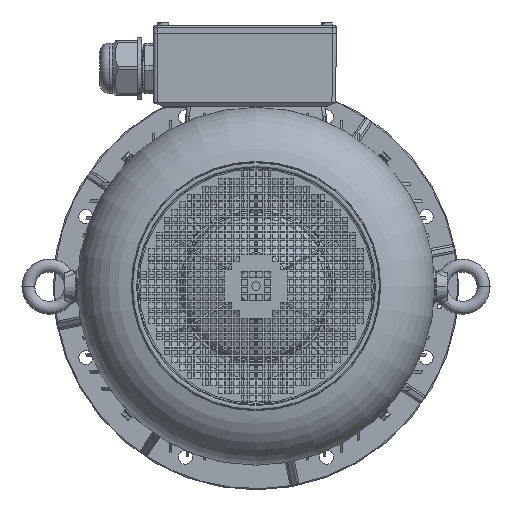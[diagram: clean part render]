
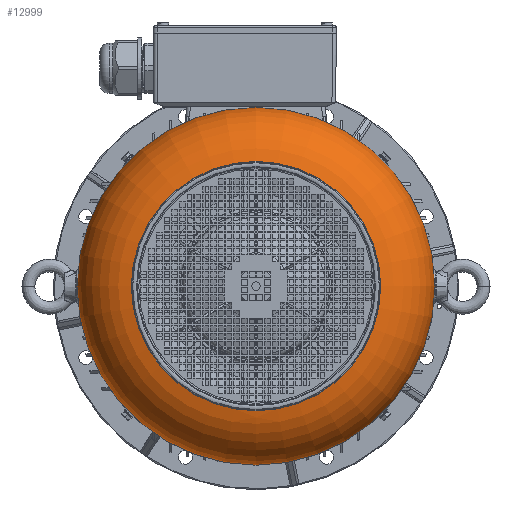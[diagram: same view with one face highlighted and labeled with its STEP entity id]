
A CAD part, top view. The second image highlights one B-rep face of the part: STEP entity #12999.
In plain terms, the highlighted toroidal (fillet/blend) face has major radius 155.5 mm and minor radius 87 mm.
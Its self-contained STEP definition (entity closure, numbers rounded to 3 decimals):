
#6305=TOROIDAL_SURFACE('',#111632,155.5,87.);
#8090=FACE_BOUND('',#26258,.T.);
#8091=FACE_BOUND('',#26259,.T.);
#12999=ADVANCED_FACE('',(#8090,#8091),#6305,.T.);
#26258=EDGE_LOOP('',(#60134));
#26259=EDGE_LOOP('',(#60135));
#60134=ORIENTED_EDGE('',*,*,#99119,.F.);
#60135=ORIENTED_EDGE('',*,*,#99102,.T.);
#88668=VERTEX_POINT('',#161351);
#88685=VERTEX_POINT('',#161458);
#99102=EDGE_CURVE('',#88668,#88668,#108373,.T.);
#99119=EDGE_CURVE('',#88685,#88685,#108382,.T.);
#108373=CIRCLE('',#111621,242.5);
#108382=CIRCLE('',#111631,169.104);
#111621=AXIS2_PLACEMENT_3D('',#161350,#126452,#126453);
#111631=AXIS2_PLACEMENT_3D('',#161457,#126472,#126473);
#111632=AXIS2_PLACEMENT_3D('',#161459,#126474,#126475);
#126452=DIRECTION('',(0.,0.,1.));
#126453=DIRECTION('',(0.,-1.,0.));
#126472=DIRECTION('',(0.,0.,1.));
#126473=DIRECTION('',(0.,-1.,0.));
#126474=DIRECTION('',(0.,0.,1.));
#126475=DIRECTION('',(0.,-1.,0.));
#161350=CARTESIAN_POINT('',(-129.172,-38.734,335.5));
#161351=CARTESIAN_POINT('',(-129.172,-281.234,335.5));
#161457=CARTESIAN_POINT('',(-129.172,-38.734,421.43));
#161458=CARTESIAN_POINT('',(-129.172,-207.839,421.43));
#161459=CARTESIAN_POINT('',(-129.172,-38.734,335.5));
